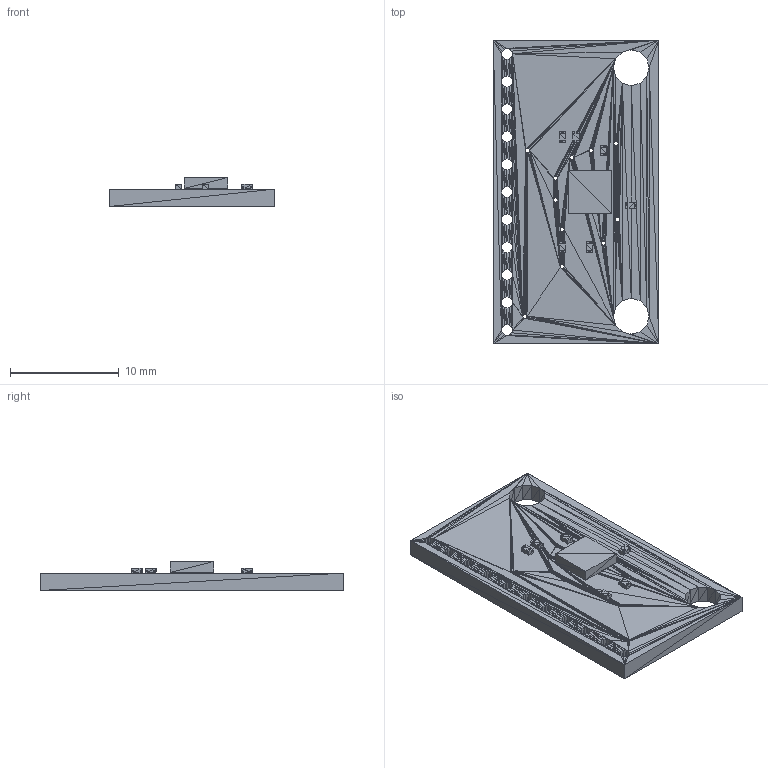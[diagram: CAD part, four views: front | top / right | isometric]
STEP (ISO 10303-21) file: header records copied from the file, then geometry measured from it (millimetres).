
FILE_DESCRIPTION (( 'STEP AP203' ), '1' );
FILE_NAME ('IMU.step', '2017-04-14T08:03:53', ( '' ), ( '' ), 'SwSTEP 2.0', 'SolidWorks 2016', '' );
FILE_SCHEMA (( 'CONFIG_CONTROL_DESIGN' ));
Length unit declared in the file: millimetre
Products named in the file (1): IMU
Bounding box: 15.24 x 27.94 x 2.67 mm (x, y, z)
Volume: 657.2 mm3; surface area: 1112.8 mm2
Topology: 8 solids, 8 shells, 1949 faces, 2957 edges, 976 vertices
Faces by surface type: plane 1949
Entity records: 38342 total; most frequent: DIRECTION 6857, ORIENTED_EDGE 5914, CARTESIAN_POINT 5883, LINE 2957, EDGE_CURVE 2957, VECTOR 2957, AXIS2_PLACEMENT_3D 1950, EDGE_LOOP 1949
